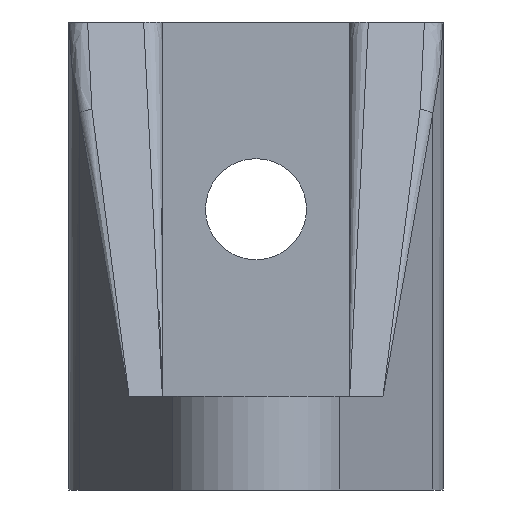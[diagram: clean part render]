
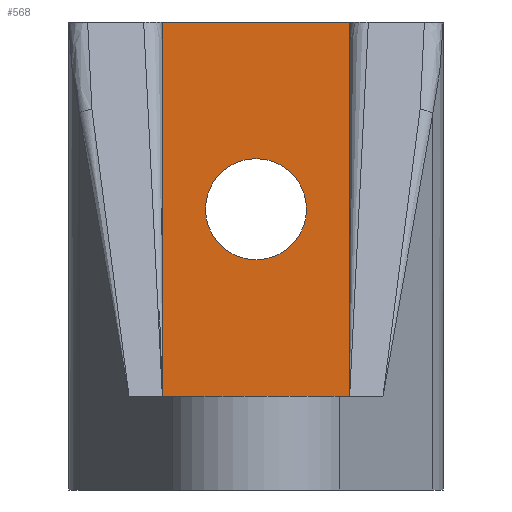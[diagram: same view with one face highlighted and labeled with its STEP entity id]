
A CAD part, left-side view. The second image highlights one B-rep face of the part: STEP entity #568.
In plain terms, the highlighted planar face has unit normal (-1, 0, 0).
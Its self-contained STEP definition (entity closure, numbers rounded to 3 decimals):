
#20=FACE_BOUND('',#226,.T.);
#52=CIRCLE('',#627,2.7);
#63=LINE('',#1015,#110);
#71=LINE('',#1117,#118);
#96=LINE('',#1194,#143);
#98=LINE('',#1199,#145);
#110=VECTOR('',#661,10.);
#118=VECTOR('',#681,10.);
#143=VECTOR('',#764,10.);
#145=VECTOR('',#770,10.);
#161=PLANE('',#631);
#189=FACE_OUTER_BOUND('',#225,.T.);
#225=EDGE_LOOP('',(#513,#514,#515,#516));
#226=EDGE_LOOP('',(#517));
#261=VERTEX_POINT('',#1012);
#262=VERTEX_POINT('',#1014);
#271=VERTEX_POINT('',#1116);
#292=VERTEX_POINT('',#1186);
#294=VERTEX_POINT('',#1193);
#316=EDGE_CURVE('',#261,#262,#63,.T.);
#331=EDGE_CURVE('',#271,#262,#71,.T.);
#367=EDGE_CURVE('',#292,#292,#52,.T.);
#370=EDGE_CURVE('',#271,#294,#96,.T.);
#373=EDGE_CURVE('',#294,#261,#98,.T.);
#513=ORIENTED_EDGE('',*,*,#370,.F.);
#514=ORIENTED_EDGE('',*,*,#331,.T.);
#515=ORIENTED_EDGE('',*,*,#316,.F.);
#516=ORIENTED_EDGE('',*,*,#373,.F.);
#517=ORIENTED_EDGE('',*,*,#367,.T.);
#568=ADVANCED_FACE('',(#189,#20),#161,.T.);
#627=AXIS2_PLACEMENT_3D('',#1188,#757,#758);
#631=AXIS2_PLACEMENT_3D('',#1198,#768,#769);
#661=DIRECTION('',(0.,-1.,0.));
#681=DIRECTION('',(0.,0.,1.));
#757=DIRECTION('center_axis',(1.,0.,0.));
#758=DIRECTION('ref_axis',(0.,1.,0.));
#764=DIRECTION('',(0.,1.,0.));
#768=DIRECTION('center_axis',(-1.,0.,0.));
#769=DIRECTION('ref_axis',(0.,-1.,0.));
#770=DIRECTION('',(0.,0.,1.));
#1012=CARTESIAN_POINT('',(10.,5.,20.));
#1014=CARTESIAN_POINT('',(10.,-5.,20.));
#1015=CARTESIAN_POINT('',(10.,10.,20.));
#1116=CARTESIAN_POINT('',(10.,-5.,0.));
#1117=CARTESIAN_POINT('',(10.,-5.,0.));
#1186=CARTESIAN_POINT('',(10.,-2.7,10.));
#1188=CARTESIAN_POINT('Origin',(10.,0.,10.));
#1193=CARTESIAN_POINT('',(10.,5.,0.));
#1194=CARTESIAN_POINT('',(10.,2.5,0.));
#1198=CARTESIAN_POINT('Origin',(10.,5.,0.));
#1199=CARTESIAN_POINT('',(10.,5.,0.));
